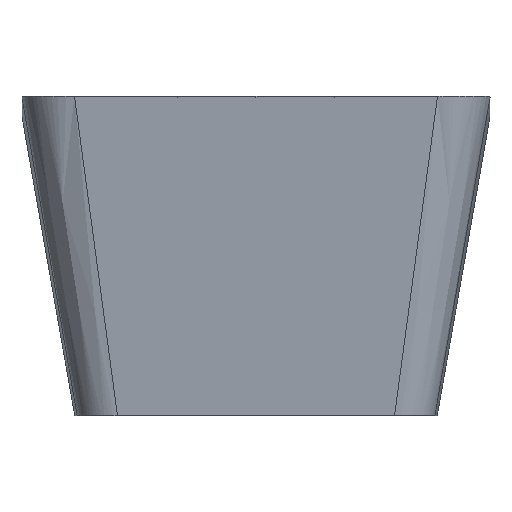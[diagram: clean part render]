
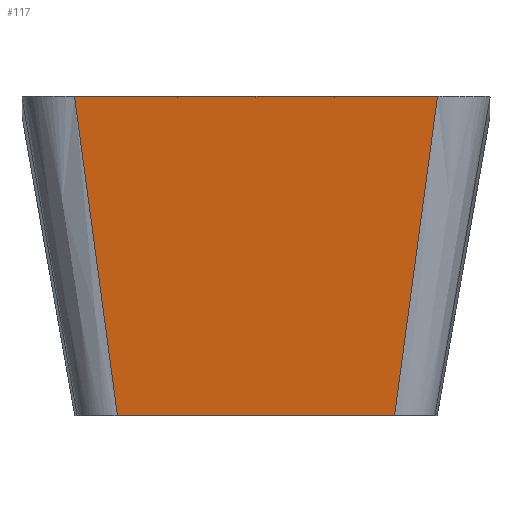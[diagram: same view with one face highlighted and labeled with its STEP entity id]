
A CAD part, front view. The second image highlights one B-rep face of the part: STEP entity #117.
In plain terms, the highlighted planar face has unit normal (0, -0.995, -0.104).
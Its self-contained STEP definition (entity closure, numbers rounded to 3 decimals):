
#76=FACE_OUTER_BOUND('',#193,.T.);
#117=ADVANCED_FACE('',(#76),#163,.F.);
#163=PLANE('',#885);
#193=EDGE_LOOP('',(#271,#272,#273,#274,#275,#276,#277));
#271=ORIENTED_EDGE('',*,*,#611,.T.);
#272=ORIENTED_EDGE('',*,*,#612,.T.);
#273=ORIENTED_EDGE('',*,*,#613,.T.);
#274=ORIENTED_EDGE('',*,*,#614,.F.);
#275=ORIENTED_EDGE('',*,*,#587,.T.);
#276=ORIENTED_EDGE('',*,*,#615,.F.);
#277=ORIENTED_EDGE('',*,*,#616,.T.);
#500=VERTEX_POINT('',#1191);
#501=VERTEX_POINT('',#1192);
#523=VERTEX_POINT('',#1318);
#524=VERTEX_POINT('',#1319);
#525=VERTEX_POINT('',#1321);
#526=VERTEX_POINT('',#1339);
#527=VERTEX_POINT('',#1348);
#587=EDGE_CURVE('',#500,#501,#714,.T.);
#611=EDGE_CURVE('',#523,#524,#725,.T.);
#612=EDGE_CURVE('',#524,#525,#726,.T.);
#613=EDGE_CURVE('',#525,#526,#774,.T.);
#614=EDGE_CURVE('',#500,#526,#775,.T.);
#615=EDGE_CURVE('',#527,#501,#776,.T.);
#616=EDGE_CURVE('',#527,#523,#777,.T.);
#714=LINE('',#1190,#736);
#725=LINE('',#1317,#747);
#726=LINE('',#1320,#748);
#736=VECTOR('',#913,1.);
#747=VECTOR('',#938,1.);
#748=VECTOR('',#939,1.);
#774=B_SPLINE_CURVE_WITH_KNOTS('',3,(#1322,#1323,#1324,#1325,#1326,#1327,
#1328,#1329,#1330,#1331,#1332,#1333,#1334,#1335,#1336,#1337,#1338),
 .UNSPECIFIED.,.F.,.F.,(4,1,1,1,1,1,1,1,1,1,1,1,1,1,4),(0.,0.125,0.25,0.375,
0.5,0.625,0.688,0.75,0.781,0.813,0.875,0.906,0.922,0.938,1.),
 .UNSPECIFIED.);
#775=B_SPLINE_CURVE_WITH_KNOTS('',3,(#1340,#1341,#1342,#1343),
 .UNSPECIFIED.,.F.,.F.,(4,4),(0.,1.),.UNSPECIFIED.);
#776=B_SPLINE_CURVE_WITH_KNOTS('',3,(#1344,#1345,#1346,#1347),
 .UNSPECIFIED.,.F.,.F.,(4,4),(0.,1.),.UNSPECIFIED.);
#777=B_SPLINE_CURVE_WITH_KNOTS('',3,(#1349,#1350,#1351,#1352,#1353,#1354,
#1355,#1356,#1357,#1358,#1359,#1360,#1361,#1362,#1363,#1364,#1365),
 .UNSPECIFIED.,.F.,.F.,(4,1,1,1,1,1,1,1,1,1,1,1,1,1,4),(0.,0.063,0.078,
0.094,0.125,0.188,0.219,0.25,0.313,0.375,0.5,0.625,0.75,0.875,1.),
 .UNSPECIFIED.);
#885=AXIS2_PLACEMENT_3D('',#1366,#940,#941);
#913=DIRECTION('',(1.,0.,0.));
#938=DIRECTION('',(-1.,0.,0.));
#939=DIRECTION('',(-1.,0.,0.));
#940=DIRECTION('',(0.,0.995,0.105));
#941=DIRECTION('',(0.,0.105,-0.995));
#1190=CARTESIAN_POINT('',(-20.842,-4.967,-3.61));
#1191=CARTESIAN_POINT('',(-1.577,-4.967,-3.61));
#1192=CARTESIAN_POINT('',(1.577,-4.967,-3.61));
#1317=CARTESIAN_POINT('',(0.444,-5.35,0.03));
#1318=CARTESIAN_POINT('',(0.888,-5.35,0.03));
#1319=CARTESIAN_POINT('',(0.,-5.35,0.03));
#1320=CARTESIAN_POINT('',(-0.444,-5.35,0.03));
#1321=CARTESIAN_POINT('',(-0.888,-5.35,0.03));
#1322=CARTESIAN_POINT('',(-0.888,-5.35,0.03));
#1323=CARTESIAN_POINT('',(-0.937,-5.35,0.03));
#1324=CARTESIAN_POINT('',(-1.035,-5.35,0.03));
#1325=CARTESIAN_POINT('',(-1.182,-5.35,0.03));
#1326=CARTESIAN_POINT('',(-1.329,-5.35,0.03));
#1327=CARTESIAN_POINT('',(-1.477,-5.35,0.03));
#1328=CARTESIAN_POINT('',(-1.599,-5.35,0.03));
#1329=CARTESIAN_POINT('',(-1.698,-5.35,0.03));
#1330=CARTESIAN_POINT('',(-1.759,-5.35,0.03));
#1331=CARTESIAN_POINT('',(-1.808,-5.35,0.03));
#1332=CARTESIAN_POINT('',(-1.857,-5.35,0.03));
#1333=CARTESIAN_POINT('',(-1.906,-5.35,0.03));
#1334=CARTESIAN_POINT('',(-1.949,-5.35,0.03));
#1335=CARTESIAN_POINT('',(-1.974,-5.35,0.03));
#1336=CARTESIAN_POINT('',(-2.01,-5.35,0.03));
#1337=CARTESIAN_POINT('',(-2.041,-5.35,0.03));
#1338=CARTESIAN_POINT('',(-2.066,-5.35,0.03));
#1339=CARTESIAN_POINT('',(-2.066,-5.35,0.03));
#1340=CARTESIAN_POINT('',(-1.577,-4.967,-3.61));
#1341=CARTESIAN_POINT('',(-1.74,-5.095,-2.397));
#1342=CARTESIAN_POINT('',(-1.903,-5.222,-1.183));
#1343=CARTESIAN_POINT('',(-2.066,-5.35,0.03));
#1344=CARTESIAN_POINT('',(2.066,-5.35,0.03));
#1345=CARTESIAN_POINT('',(1.903,-5.222,-1.183));
#1346=CARTESIAN_POINT('',(1.74,-5.095,-2.397));
#1347=CARTESIAN_POINT('',(1.577,-4.967,-3.61));
#1348=CARTESIAN_POINT('',(2.066,-5.35,0.03));
#1349=CARTESIAN_POINT('',(2.066,-5.35,0.03));
#1350=CARTESIAN_POINT('',(2.041,-5.35,0.03));
#1351=CARTESIAN_POINT('',(2.01,-5.35,0.03));
#1352=CARTESIAN_POINT('',(1.974,-5.35,0.03));
#1353=CARTESIAN_POINT('',(1.949,-5.35,0.03));
#1354=CARTESIAN_POINT('',(1.906,-5.35,0.03));
#1355=CARTESIAN_POINT('',(1.857,-5.35,0.03));
#1356=CARTESIAN_POINT('',(1.808,-5.35,0.03));
#1357=CARTESIAN_POINT('',(1.759,-5.35,0.03));
#1358=CARTESIAN_POINT('',(1.698,-5.35,0.03));
#1359=CARTESIAN_POINT('',(1.599,-5.35,0.03));
#1360=CARTESIAN_POINT('',(1.477,-5.35,0.03));
#1361=CARTESIAN_POINT('',(1.329,-5.35,0.03));
#1362=CARTESIAN_POINT('',(1.182,-5.35,0.03));
#1363=CARTESIAN_POINT('',(1.035,-5.35,0.03));
#1364=CARTESIAN_POINT('',(0.937,-5.35,0.03));
#1365=CARTESIAN_POINT('',(0.888,-5.35,0.03));
#1366=CARTESIAN_POINT('',(-20.842,-5.35,0.03));
